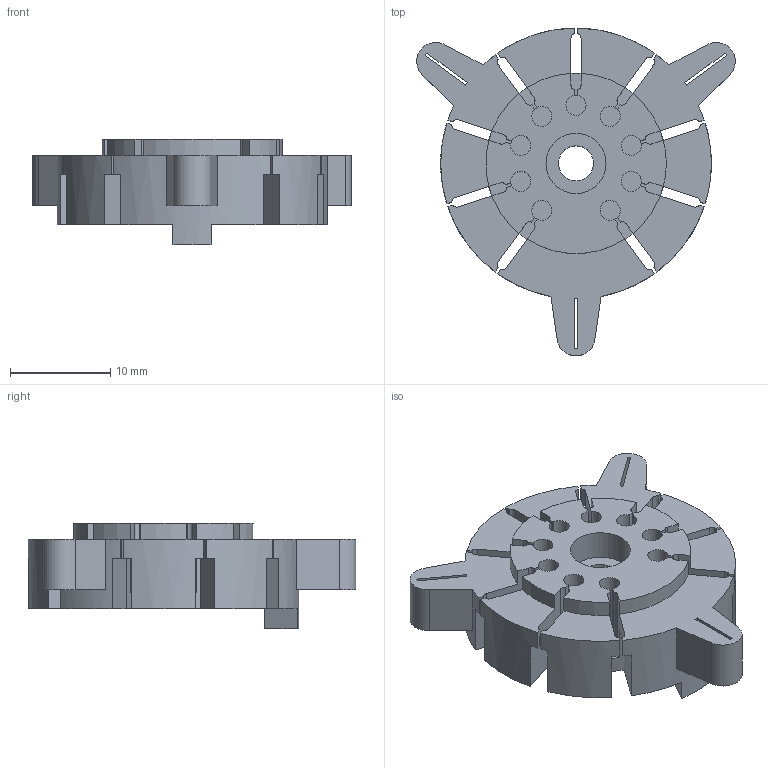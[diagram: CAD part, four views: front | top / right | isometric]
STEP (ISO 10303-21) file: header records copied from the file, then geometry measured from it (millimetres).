
FILE_DESCRIPTION(('FreeCAD Model'),'2;1');
FILE_NAME('Open CASCADE Shape Model','2021-10-26T10:59:15',('Author'),( ''),'Open CASCADE STEP processor 7.4','FreeCAD','Unknown');
FILE_SCHEMA(('AUTOMOTIVE_DESIGN { 1 0 10303 214 1 1 1 1 }'));
Length unit declared in the file: millimetre
Products named in the file (1): Body
Bounding box: 31.79 x 32.69 x 10.5 mm (x, y, z)
Volume: 3769.1 mm3; surface area: 3438 mm2
Topology: 1 solids, 1 shells, 232 faces, 696 edges, 465 vertices
Faces by surface type: plane 145, cylinder 87
Full cylindrical faces by diameter (mm): 3.5 x1, 6 x2
Entity records: 17214 total; most frequent: CARTESIAN_POINT 3212, DIRECTION 2728, LINE 1598, VECTOR 1598, ORIENTED_EDGE 1392, PCURVE 1392, DEFINITIONAL_REPRESENTATION 1392, EDGE_CURVE 696
